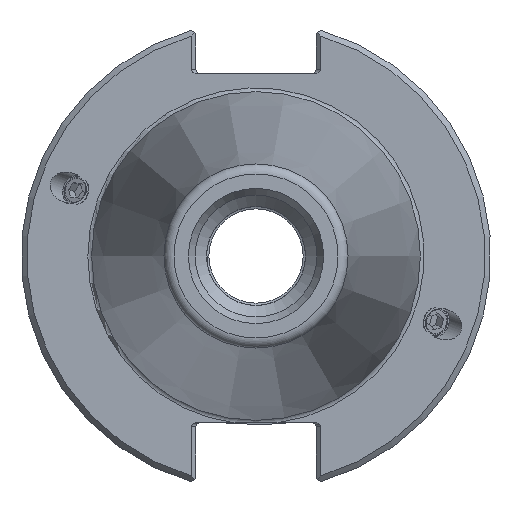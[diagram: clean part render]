
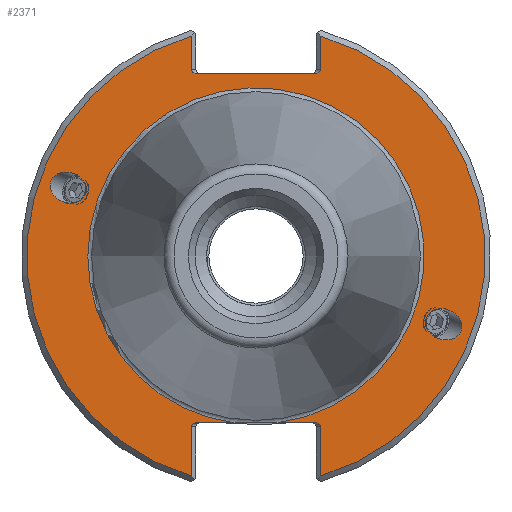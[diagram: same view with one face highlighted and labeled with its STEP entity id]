
A CAD part, left-side view. The second image highlights one B-rep face of the part: STEP entity #2371.
In plain terms, the highlighted planar face has unit normal (-1, 0, 0).
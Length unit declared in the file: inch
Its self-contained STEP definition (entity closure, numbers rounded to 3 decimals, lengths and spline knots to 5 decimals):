
#95=LINE('',#3767,#215);
#101=LINE('',#3795,#221);
#102=LINE('',#3799,#222);
#103=LINE('',#3803,#223);
#104=LINE('',#3808,#224);
#105=LINE('',#3812,#225);
#106=LINE('',#3815,#226);
#215=VECTOR('',#2964,0.63343);
#221=VECTOR('',#2978,0.205);
#222=VECTOR('',#2981,0.2622);
#223=VECTOR('',#2984,0.1782);
#224=VECTOR('',#2989,0.1782);
#225=VECTOR('',#2992,0.2622);
#226=VECTOR('',#2995,0.205);
#468=PLANE('',#2577);
#558=CIRCLE('',#2575,0.895);
#560=CIRCLE('',#2579,1.22);
#561=CIRCLE('',#2582,1.22);
#664=FACE_BOUND('',#961,.T.);
#665=FACE_BOUND('',#962,.T.);
#706=ELLIPSE('',#2517,0.09853,0.08071);
#707=ELLIPSE('',#2525,0.09853,0.08071);
#712=ELLIPSE('',#2578,0.02828,0.02);
#713=ELLIPSE('',#2580,0.02828,0.02);
#714=ELLIPSE('',#2581,0.02828,0.02);
#715=ELLIPSE('',#2583,0.02828,0.02);
#768=FACE_OUTER_BOUND('',#960,.T.);
#960=EDGE_LOOP('',(#1782,#1783,#1784,#1785,#1786,#1787,#1788,#1789,#1790,
#1791,#1792,#1793,#1794,#1795));
#961=EDGE_LOOP('',(#1796));
#962=EDGE_LOOP('',(#1797));
#1149=VERTEX_POINT('',#3650);
#1152=VERTEX_POINT('',#3661);
#1187=VERTEX_POINT('',#3763);
#1189=VERTEX_POINT('',#3766);
#1193=VERTEX_POINT('',#3777);
#1194=VERTEX_POINT('',#3778);
#1196=VERTEX_POINT('',#3794);
#1197=VERTEX_POINT('',#3796);
#1198=VERTEX_POINT('',#3798);
#1199=VERTEX_POINT('',#3800);
#1200=VERTEX_POINT('',#3802);
#1201=VERTEX_POINT('',#3805);
#1202=VERTEX_POINT('',#3807);
#1203=VERTEX_POINT('',#3809);
#1204=VERTEX_POINT('',#3811);
#1205=VERTEX_POINT('',#3813);
#1379=EDGE_CURVE('',#1149,#1149,#706,.T.);
#1382=EDGE_CURVE('',#1152,#1152,#707,.T.);
#1419=EDGE_CURVE('',#1187,#1189,#95,.T.);
#1426=EDGE_CURVE('',#1193,#1194,#558,.T.);
#1428=EDGE_CURVE('',#1196,#1193,#101,.T.);
#1429=EDGE_CURVE('',#1197,#1196,#712,.T.);
#1430=EDGE_CURVE('',#1198,#1197,#102,.T.);
#1431=EDGE_CURVE('',#1199,#1198,#560,.T.);
#1432=EDGE_CURVE('',#1200,#1199,#103,.T.);
#1433=EDGE_CURVE('',#1189,#1200,#713,.T.);
#1434=EDGE_CURVE('',#1201,#1187,#714,.T.);
#1435=EDGE_CURVE('',#1202,#1201,#104,.T.);
#1436=EDGE_CURVE('',#1203,#1202,#561,.T.);
#1437=EDGE_CURVE('',#1204,#1203,#105,.T.);
#1438=EDGE_CURVE('',#1205,#1204,#715,.T.);
#1439=EDGE_CURVE('',#1194,#1205,#106,.T.);
#1782=ORIENTED_EDGE('',*,*,#1426,.F.);
#1783=ORIENTED_EDGE('',*,*,#1428,.F.);
#1784=ORIENTED_EDGE('',*,*,#1429,.F.);
#1785=ORIENTED_EDGE('',*,*,#1430,.F.);
#1786=ORIENTED_EDGE('',*,*,#1431,.F.);
#1787=ORIENTED_EDGE('',*,*,#1432,.F.);
#1788=ORIENTED_EDGE('',*,*,#1433,.F.);
#1789=ORIENTED_EDGE('',*,*,#1419,.F.);
#1790=ORIENTED_EDGE('',*,*,#1434,.F.);
#1791=ORIENTED_EDGE('',*,*,#1435,.F.);
#1792=ORIENTED_EDGE('',*,*,#1436,.F.);
#1793=ORIENTED_EDGE('',*,*,#1437,.F.);
#1794=ORIENTED_EDGE('',*,*,#1438,.F.);
#1795=ORIENTED_EDGE('',*,*,#1439,.F.);
#1796=ORIENTED_EDGE('',*,*,#1379,.T.);
#1797=ORIENTED_EDGE('',*,*,#1382,.T.);
#2371=ADVANCED_FACE('',(#768,#664,#665),#468,.T.);
#2517=AXIS2_PLACEMENT_3D('',#3651,#2842,#2843);
#2525=AXIS2_PLACEMENT_3D('',#3662,#2858,#2859);
#2575=AXIS2_PLACEMENT_3D('',#3790,#2972,#2973);
#2577=AXIS2_PLACEMENT_3D('',#3793,#2976,#2977);
#2578=AXIS2_PLACEMENT_3D('',#3797,#2979,#2980);
#2579=AXIS2_PLACEMENT_3D('',#3801,#2982,#2983);
#2580=AXIS2_PLACEMENT_3D('',#3804,#2985,#2986);
#2581=AXIS2_PLACEMENT_3D('',#3806,#2987,#2988);
#2582=AXIS2_PLACEMENT_3D('',#3810,#2990,#2991);
#2583=AXIS2_PLACEMENT_3D('',#3814,#2993,#2994);
#2842=DIRECTION('center_axis',(1.,0.,0.));
#2843=DIRECTION('ref_axis',(0.,-0.94,-0.342));
#2858=DIRECTION('center_axis',(1.,0.,0.));
#2859=DIRECTION('ref_axis',(0.,0.94,0.342));
#2964=DIRECTION('',(0.,-1.,0.));
#2972=DIRECTION('center_axis',(-1.,0.,0.));
#2973=DIRECTION('ref_axis',(0.,-1.,0.));
#2976=DIRECTION('center_axis',(-1.,0.,0.));
#2977=DIRECTION('ref_axis',(0.,0.,1.));
#2978=DIRECTION('',(0.,1.,0.));
#2979=DIRECTION('center_axis',(-1.,0.,0.));
#2980=DIRECTION('ref_axis',(0.,-1.,0.));
#2981=DIRECTION('',(0.,0.,1.));
#2982=DIRECTION('center_axis',(1.,0.,0.));
#2983=DIRECTION('ref_axis',(0.,-1.,0.));
#2984=DIRECTION('',(0.,0.,1.));
#2985=DIRECTION('center_axis',(-1.,0.,0.));
#2986=DIRECTION('ref_axis',(0.,-1.,0.));
#2987=DIRECTION('center_axis',(-1.,0.,0.));
#2988=DIRECTION('ref_axis',(0.,1.,0.));
#2989=DIRECTION('',(0.,0.,-1.));
#2990=DIRECTION('center_axis',(1.,0.,0.));
#2991=DIRECTION('ref_axis',(0.,1.,0.));
#2992=DIRECTION('',(0.,0.,-1.));
#2993=DIRECTION('center_axis',(-1.,0.,0.));
#2994=DIRECTION('ref_axis',(0.,1.,0.));
#2995=DIRECTION('',(0.,1.,0.));
#3650=CARTESIAN_POINT('',(0.125,-0.90631,-0.32987));
#3651=CARTESIAN_POINT('Origin',(0.125,-0.99889,-0.36357));
#3661=CARTESIAN_POINT('',(0.125,0.90631,0.32987));
#3662=CARTESIAN_POINT('Origin',(0.125,0.99889,0.36357));
#3763=CARTESIAN_POINT('',(0.125,0.31672,0.972));
#3766=CARTESIAN_POINT('',(0.125,-0.31672,0.972));
#3767=CARTESIAN_POINT('',(0.125,0.53125,0.972));
#3777=CARTESIAN_POINT('',(0.125,-0.11172,-0.888));
#3778=CARTESIAN_POINT('',(0.125,0.11172,-0.888));
#3790=CARTESIAN_POINT('Origin',(0.125,0.,0.));
#3793=CARTESIAN_POINT('Origin',(0.125,1.0625,0.));
#3794=CARTESIAN_POINT('',(0.125,-0.31672,-0.888));
#3795=CARTESIAN_POINT('',(0.125,0.53125,-0.888));
#3796=CARTESIAN_POINT('',(0.125,-0.345,-0.908));
#3797=CARTESIAN_POINT('Origin',(0.125,-0.31672,-0.908));
#3798=CARTESIAN_POINT('',(0.125,-0.345,-1.1702));
#3799=CARTESIAN_POINT('',(0.125,-0.345,-0.444));
#3800=CARTESIAN_POINT('',(0.125,-0.345,1.1702));
#3801=CARTESIAN_POINT('Origin',(0.125,0.,0.));
#3802=CARTESIAN_POINT('',(0.125,-0.345,0.992));
#3803=CARTESIAN_POINT('',(0.125,-0.345,0.486));
#3804=CARTESIAN_POINT('Origin',(0.125,-0.31672,0.992));
#3805=CARTESIAN_POINT('',(0.125,0.345,0.992));
#3806=CARTESIAN_POINT('Origin',(0.125,0.31672,0.992));
#3807=CARTESIAN_POINT('',(0.125,0.345,1.1702));
#3808=CARTESIAN_POINT('',(0.125,0.345,0.486));
#3809=CARTESIAN_POINT('',(0.125,0.345,-1.1702));
#3810=CARTESIAN_POINT('Origin',(0.125,0.,0.));
#3811=CARTESIAN_POINT('',(0.125,0.345,-0.908));
#3812=CARTESIAN_POINT('',(0.125,0.345,-0.444));
#3813=CARTESIAN_POINT('',(0.125,0.31672,-0.888));
#3814=CARTESIAN_POINT('Origin',(0.125,0.31672,-0.908));
#3815=CARTESIAN_POINT('',(0.125,0.53125,-0.888));
